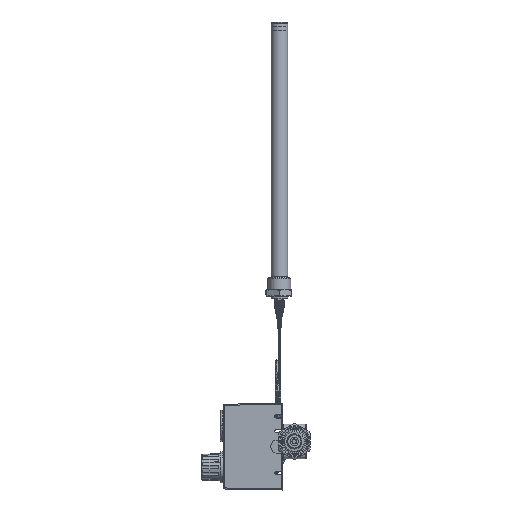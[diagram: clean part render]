
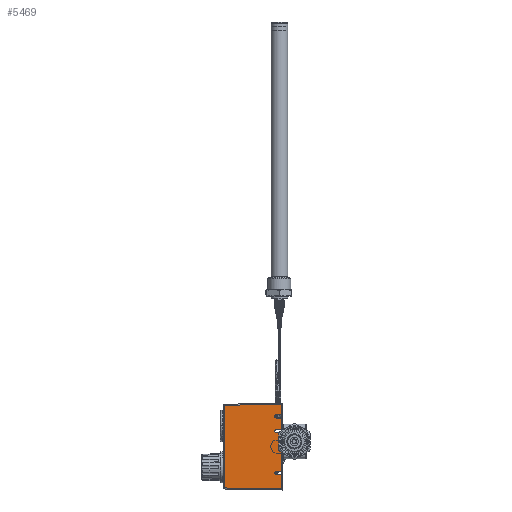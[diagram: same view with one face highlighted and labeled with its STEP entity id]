
A CAD part, left-side view. The second image highlights one B-rep face of the part: STEP entity #5469.
In plain terms, the highlighted planar face has unit normal (-1, 0.018, 0).
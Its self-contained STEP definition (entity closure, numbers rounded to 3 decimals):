
#17=CARTESIAN_POINT('',(-36.,0.,-61.5));
#25=DIRECTION('',(0.,0.,-1.));
#26=VECTOR('',#25,21.);
#27=CARTESIAN_POINT('',(-36.,0.,-40.5));
#28=LINE('',#27,#26);
#37=DIRECTION('',(0.,0.,-1.));
#38=VECTOR('',#37,55.5);
#39=CARTESIAN_POINT('',(-36.,0.,20.));
#40=LINE('',#39,#38);
#53=DIRECTION('',(0.,0.,-1.));
#54=VECTOR('',#53,16.5);
#55=CARTESIAN_POINT('',(-36.,0.,41.5));
#56=LINE('',#55,#54);
#69=DIRECTION('',(0.,0.,-1.));
#70=VECTOR('',#69,15.);
#71=CARTESIAN_POINT('',(-36.,0.,61.5));
#72=LINE('',#71,#70);
#79=CARTESIAN_POINT('',(-36.,0.,61.5));
#566=DIRECTION('',(0.017,1.,0.));
#567=VECTOR('',#566,9.001);
#568=CARTESIAN_POINT('',(-36.,0.,41.5));
#569=LINE('',#568,#567);
#570=DIRECTION('',(0.017,1.,0.));
#571=VECTOR('',#570,9.001);
#572=CARTESIAN_POINT('',(-36.,0.,25.));
#573=LINE('',#572,#571);
#574=CARTESIAN_POINT('',(-35.843,9.,20.));
#575=CARTESIAN_POINT('',(-35.838,9.295,20.));
#576=CARTESIAN_POINT('',(-35.827,9.931,20.107));
#577=CARTESIAN_POINT('',(-35.811,10.821,20.678));
#578=CARTESIAN_POINT('',(-35.801,11.393,21.575));
#579=CARTESIAN_POINT('',(-35.798,11.553,22.5));
#580=CARTESIAN_POINT('',(-35.801,11.393,23.425));
#581=CARTESIAN_POINT('',(-35.811,10.821,24.322));
#582=CARTESIAN_POINT('',(-35.827,9.931,24.893));
#583=CARTESIAN_POINT('',(-35.838,9.295,25.));
#584=CARTESIAN_POINT('',(-35.843,9.,25.));
#586=DIRECTION('',(0.017,1.,0.));
#587=VECTOR('',#586,9.001);
#588=CARTESIAN_POINT('',(-36.,0.,20.));
#589=LINE('',#588,#587);
#590=DIRECTION('',(0.017,1.,0.));
#591=VECTOR('',#590,9.001);
#592=CARTESIAN_POINT('',(-36.,0.,-35.5));
#593=LINE('',#592,#591);
#594=CARTESIAN_POINT('',(-35.843,9.,-40.5));
#595=CARTESIAN_POINT('',(-35.838,9.295,-40.5));
#596=CARTESIAN_POINT('',(-35.827,9.931,-40.393));
#597=CARTESIAN_POINT('',(-35.811,10.821,-39.822));
#598=CARTESIAN_POINT('',(-35.801,11.393,-38.925));
#599=CARTESIAN_POINT('',(-35.798,11.553,-38.));
#600=CARTESIAN_POINT('',(-35.801,11.393,-37.075));
#601=CARTESIAN_POINT('',(-35.811,10.821,-36.178));
#602=CARTESIAN_POINT('',(-35.827,9.931,-35.607));
#603=CARTESIAN_POINT('',(-35.838,9.295,-35.5));
#604=CARTESIAN_POINT('',(-35.843,9.,-35.5));
#606=DIRECTION('',(0.017,1.,0.));
#607=VECTOR('',#606,9.001);
#608=CARTESIAN_POINT('',(-36.,0.,-40.5));
#609=LINE('',#608,#607);
#610=DIRECTION('',(-0.017,-1.,-0.017));
#611=VECTOR('',#610,84.552);
#612=CARTESIAN_POINT('',(-34.525,84.526,-60.025));
#613=LINE('',#612,#611);
#614=DIRECTION('',(0.,0.,1.));
#615=VECTOR('',#614,120.05);
#616=CARTESIAN_POINT('',(-34.525,84.526,-60.025));
#617=LINE('',#616,#615);
#618=DIRECTION('',(-0.017,-1.,0.017));
#619=VECTOR('',#618,84.552);
#620=CARTESIAN_POINT('',(-34.525,84.526,60.025));
#621=LINE('',#620,#619);
#622=DIRECTION('',(0.017,1.,0.));
#623=VECTOR('',#622,9.001);
#624=CARTESIAN_POINT('',(-36.,0.,46.5));
#625=LINE('',#624,#623);
#626=CARTESIAN_POINT('',(-35.843,9.,41.5));
#627=CARTESIAN_POINT('',(-35.838,9.295,41.5));
#628=CARTESIAN_POINT('',(-35.827,9.931,41.607));
#629=CARTESIAN_POINT('',(-35.811,10.821,42.178));
#630=CARTESIAN_POINT('',(-35.801,11.393,43.075));
#631=CARTESIAN_POINT('',(-35.798,11.553,44.));
#632=CARTESIAN_POINT('',(-35.801,11.393,44.925));
#633=CARTESIAN_POINT('',(-35.811,10.821,45.822));
#634=CARTESIAN_POINT('',(-35.827,9.931,46.393));
#635=CARTESIAN_POINT('',(-35.838,9.295,46.5));
#636=CARTESIAN_POINT('',(-35.843,9.,46.5));
#3748=VERTEX_POINT('',#79);
#3749=CARTESIAN_POINT('',(-34.525,84.526,60.025));
#3750=VERTEX_POINT('',#3749);
#3753=CARTESIAN_POINT('',(-34.525,84.526,
-60.025));
#3754=VERTEX_POINT('',#3753);
#3759=VERTEX_POINT('',#17);
#4308=CARTESIAN_POINT('',(-36.,0.,41.5));
#4309=CARTESIAN_POINT('',(-35.843,9.,41.5));
#4310=VERTEX_POINT('',#4308);
#4311=VERTEX_POINT('',#4309);
#4312=VERTEX_POINT('',#636);
#4313=CARTESIAN_POINT('',(-36.,0.,46.5));
#4314=VERTEX_POINT('',#4313);
#4315=CARTESIAN_POINT('',(-36.,0.,20.));
#4316=CARTESIAN_POINT('',(-35.843,9.,20.));
#4317=VERTEX_POINT('',#4315);
#4318=VERTEX_POINT('',#4316);
#4319=VERTEX_POINT('',#584);
#4320=CARTESIAN_POINT('',(-36.,0.,25.));
#4321=VERTEX_POINT('',#4320);
#4322=CARTESIAN_POINT('',(-36.,0.,-40.5));
#4323=CARTESIAN_POINT('',(-35.843,9.,-40.5));
#4324=VERTEX_POINT('',#4322);
#4325=VERTEX_POINT('',#4323);
#4326=VERTEX_POINT('',#604);
#4327=CARTESIAN_POINT('',(-36.,0.,-35.5));
#4328=VERTEX_POINT('',#4327);
#5436=CARTESIAN_POINT('',(-36.,0.,-66.024));
#5437=DIRECTION('',(-1.,0.017,0.));
#5438=DIRECTION('',(0.,0.,1.));
#5439=AXIS2_PLACEMENT_3D('',#5436,#5437,#5438);
#5440=PLANE('',#5439);
#5442=ORIENTED_EDGE('',*,*,#5441,.F.);
#5443=ORIENTED_EDGE('',*,*,#4854,.T.);
#5445=ORIENTED_EDGE('',*,*,#5444,.T.);
#5447=ORIENTED_EDGE('',*,*,#5446,.F.);
#5449=ORIENTED_EDGE('',*,*,#5448,.F.);
#5450=ORIENTED_EDGE('',*,*,#4838,.T.);
#5452=ORIENTED_EDGE('',*,*,#5451,.T.);
#5454=ORIENTED_EDGE('',*,*,#5453,.F.);
#5455=ORIENTED_EDGE('',*,*,#5411,.F.);
#5456=ORIENTED_EDGE('',*,*,#4822,.T.);
#5458=ORIENTED_EDGE('',*,*,#5457,.F.);
#5460=ORIENTED_EDGE('',*,*,#5459,.T.);
#5462=ORIENTED_EDGE('',*,*,#5461,.T.);
#5463=ORIENTED_EDGE('',*,*,#4870,.T.);
#5464=ORIENTED_EDGE('',*,*,#5337,.T.);
#5466=ORIENTED_EDGE('',*,*,#5465,.F.);
#5467=EDGE_LOOP('',(#5442,#5443,#5445,#5447,#5449,#5450,#5452,#5454,#5455,#5456,
#5458,#5460,#5462,#5463,#5464,#5466));
#5468=FACE_OUTER_BOUND('',#5467,.F.);
#5469=ADVANCED_FACE('',(#5468),#5440,.T.);
#585=B_SPLINE_CURVE_WITH_KNOTS('',3,(#574,#575,#576,#577,#578,#579,#580,#581,
#582,#583,#584),.UNSPECIFIED.,.F.,.F.,(4,1,1,1,1,1,1,1,4),(0.,0.125,0.25,
0.375,0.5,0.625,0.75,0.875,1.),.UNSPECIFIED.);
#605=B_SPLINE_CURVE_WITH_KNOTS('',3,(#594,#595,#596,#597,#598,#599,#600,#601,
#602,#603,#604),.UNSPECIFIED.,.F.,.F.,(4,1,1,1,1,1,1,1,4),(0.,0.125,0.25,
0.375,0.5,0.625,0.75,0.875,1.),.UNSPECIFIED.);
#637=B_SPLINE_CURVE_WITH_KNOTS('',3,(#626,#627,#628,#629,#630,#631,#632,#633,
#634,#635,#636),.UNSPECIFIED.,.F.,.F.,(4,1,1,1,1,1,1,1,4),(0.,0.125,0.25,
0.375,0.5,0.625,0.75,0.875,1.),.UNSPECIFIED.);
#4822=EDGE_CURVE('',#4324,#3759,#28,.T.);
#4838=EDGE_CURVE('',#4317,#4328,#40,.T.);
#4854=EDGE_CURVE('',#4310,#4321,#56,.T.);
#4870=EDGE_CURVE('',#3748,#4314,#72,.T.);
#5337=EDGE_CURVE('',#4314,#4312,#625,.T.);
#5411=EDGE_CURVE('',#4324,#4325,#609,.T.);
#5441=EDGE_CURVE('',#4310,#4311,#569,.T.);
#5444=EDGE_CURVE('',#4321,#4319,#573,.T.);
#5446=EDGE_CURVE('',#4318,#4319,#585,.T.);
#5448=EDGE_CURVE('',#4317,#4318,#589,.T.);
#5451=EDGE_CURVE('',#4328,#4326,#593,.T.);
#5453=EDGE_CURVE('',#4325,#4326,#605,.T.);
#5457=EDGE_CURVE('',#3754,#3759,#613,.T.);
#5459=EDGE_CURVE('',#3754,#3750,#617,.T.);
#5461=EDGE_CURVE('',#3750,#3748,#621,.T.);
#5465=EDGE_CURVE('',#4311,#4312,#637,.T.);
